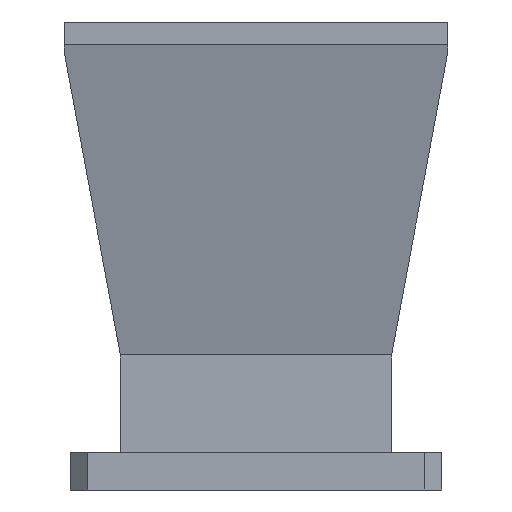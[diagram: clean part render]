
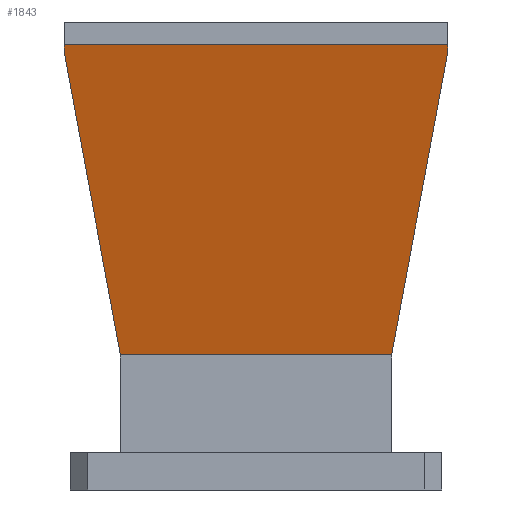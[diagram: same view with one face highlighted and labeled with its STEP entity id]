
A CAD part, left-side view. The second image highlights one B-rep face of the part: STEP entity #1843.
In plain terms, the highlighted planar face has unit normal (-0.969, 0, -0.249).
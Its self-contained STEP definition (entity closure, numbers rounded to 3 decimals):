
#27 = DIRECTION ( 'NONE',  ( -0.245, -0.177, 0.953 ) ) ;
#51 = VECTOR ( 'NONE', #27, 1000. ) ;
#67 = CARTESIAN_POINT ( 'NONE',  ( -20.271, 0., 77.523 ) ) ;
#80 = CARTESIAN_POINT ( 'NONE',  ( -13.097, 23.193, 49.62 ) ) ;
#88 = CARTESIAN_POINT ( 'NONE',  ( -26.348, -32.745, 101.156 ) ) ;
#94 = CARTESIAN_POINT ( 'NONE',  ( -13.097, 0., 49.62 ) ) ;
#124 = LINE ( 'NONE', #94, #352 ) ;
#132 = LINE ( 'NONE', #333, #1807 ) ;
#147 = CARTESIAN_POINT ( 'NONE',  ( -26.348, 32.745, 101.156 ) ) ;
#162 = LINE ( 'NONE', #323, #902 ) ;
#275 = CARTESIAN_POINT ( 'NONE',  ( -13.123, 23.193, 49.724 ) ) ;
#302 = EDGE_CURVE ( 'NONE', #450, #1254, #883, .T. ) ;
#323 = CARTESIAN_POINT ( 'NONE',  ( -13.123, 23.193, 49.724 ) ) ;
#333 = CARTESIAN_POINT ( 'NONE',  ( -26.733, 0., 102.652 ) ) ;
#352 = VECTOR ( 'NONE', #1370, 1000. ) ;
#369 = DIRECTION ( 'NONE',  ( -0.249, 0., 0.968 ) ) ;
#390 = VECTOR ( 'NONE', #914, 1000. ) ;
#450 = VERTEX_POINT ( 'NONE', #1112 ) ;
#493 = LINE ( 'NONE', #1468, #1438 ) ;
#498 = ORIENTED_EDGE ( 'NONE', *, *, #302, .T. ) ;
#526 = AXIS2_PLACEMENT_3D ( 'NONE', #67, #1760, #369 ) ;
#563 = EDGE_CURVE ( 'NONE', #741, #1757, #1743, .T. ) ;
#587 = VECTOR ( 'NONE', #632, 1000. ) ;
#632 = DIRECTION ( 'NONE',  ( 0.249, 0., -0.968 ) ) ;
#690 = EDGE_CURVE ( 'NONE', #1332, #450, #767, .T. ) ;
#695 = EDGE_CURVE ( 'NONE', #983, #741, #1645, .T. ) ;
#741 = VERTEX_POINT ( 'NONE', #942 ) ;
#749 = PLANE ( 'NONE',  #526 ) ;
#767 = LINE ( 'NONE', #1764, #390 ) ;
#845 = ORIENTED_EDGE ( 'NONE', *, *, #690, .T. ) ;
#875 = CARTESIAN_POINT ( 'NONE',  ( -26.733, -32.745, 102.652 ) ) ;
#883 = LINE ( 'NONE', #1301, #51 ) ;
#885 = ORIENTED_EDGE ( 'NONE', *, *, #695, .T. ) ;
#887 = DIRECTION ( 'NONE',  ( 0., 1., 0. ) ) ;
#902 = VECTOR ( 'NONE', #1423, 1000. ) ;
#913 = DIRECTION ( 'NONE',  ( -0.249, 0., 0.968 ) ) ;
#914 = DIRECTION ( 'NONE',  ( -0.249, 0., 0.968 ) ) ;
#942 = CARTESIAN_POINT ( 'NONE',  ( -26.348, 32.745, 101.156 ) ) ;
#955 = VERTEX_POINT ( 'NONE', #875 ) ;
#983 = VERTEX_POINT ( 'NONE', #1654 ) ;
#1028 = DIRECTION ( 'NONE',  ( 0.245, -0.177, -0.953 ) ) ;
#1042 = CARTESIAN_POINT ( 'NONE',  ( -26.733, 32.745, 102.652 ) ) ;
#1087 = ORIENTED_EDGE ( 'NONE', *, *, #563, .T. ) ;
#1112 = CARTESIAN_POINT ( 'NONE',  ( -13.123, -23.193, 49.724 ) ) ;
#1179 = EDGE_CURVE ( 'NONE', #1757, #1281, #162, .T. ) ;
#1208 = VECTOR ( 'NONE', #1028, 1000. ) ;
#1232 = ORIENTED_EDGE ( 'NONE', *, *, #1179, .T. ) ;
#1237 = EDGE_CURVE ( 'NONE', #1254, #955, #493, .T. ) ;
#1254 = VERTEX_POINT ( 'NONE', #88 ) ;
#1281 = VERTEX_POINT ( 'NONE', #80 ) ;
#1301 = CARTESIAN_POINT ( 'NONE',  ( -13.123, -23.193, 49.724 ) ) ;
#1332 = VERTEX_POINT ( 'NONE', #1547 ) ;
#1370 = DIRECTION ( 'NONE',  ( 0., -1., 0. ) ) ;
#1421 = EDGE_LOOP ( 'NONE', ( #498, #1587, #1799, #885, #1087, #1232, #1745, #845 ) ) ;
#1423 = DIRECTION ( 'NONE',  ( 0.249, 0., -0.968 ) ) ;
#1438 = VECTOR ( 'NONE', #913, 1000. ) ;
#1468 = CARTESIAN_POINT ( 'NONE',  ( -26.348, -32.745, 101.156 ) ) ;
#1547 = CARTESIAN_POINT ( 'NONE',  ( -13.097, -23.193, 49.62 ) ) ;
#1587 = ORIENTED_EDGE ( 'NONE', *, *, #1237, .T. ) ;
#1617 = EDGE_CURVE ( 'NONE', #1281, #1332, #124, .T. ) ;
#1645 = LINE ( 'NONE', #1042, #587 ) ;
#1654 = CARTESIAN_POINT ( 'NONE',  ( -26.733, 32.745, 102.652 ) ) ;
#1743 = LINE ( 'NONE', #147, #1208 ) ;
#1745 = ORIENTED_EDGE ( 'NONE', *, *, #1617, .T. ) ;
#1757 = VERTEX_POINT ( 'NONE', #275 ) ;
#1759 = EDGE_CURVE ( 'NONE', #955, #983, #132, .T. ) ;
#1760 = DIRECTION ( 'NONE',  ( -0.968, 0., -0.249 ) ) ;
#1764 = CARTESIAN_POINT ( 'NONE',  ( -13.097, -23.193, 49.62 ) ) ;
#1787 = FACE_OUTER_BOUND ( 'NONE', #1421, .T. ) ;
#1799 = ORIENTED_EDGE ( 'NONE', *, *, #1759, .T. ) ;
#1807 = VECTOR ( 'NONE', #887, 1000. ) ;
#1843 = ADVANCED_FACE ( 'NONE', ( #1787 ), #749, .T. ) ;
